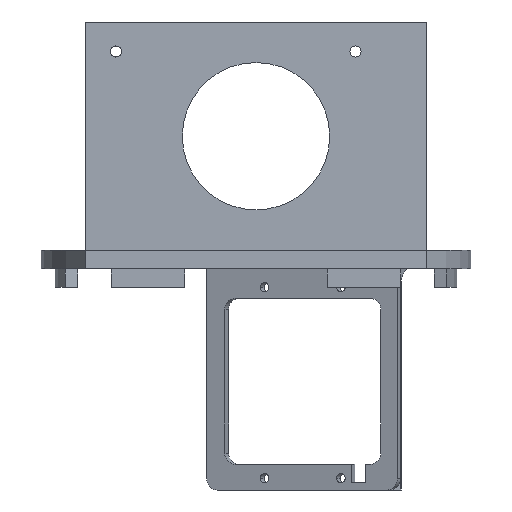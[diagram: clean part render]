
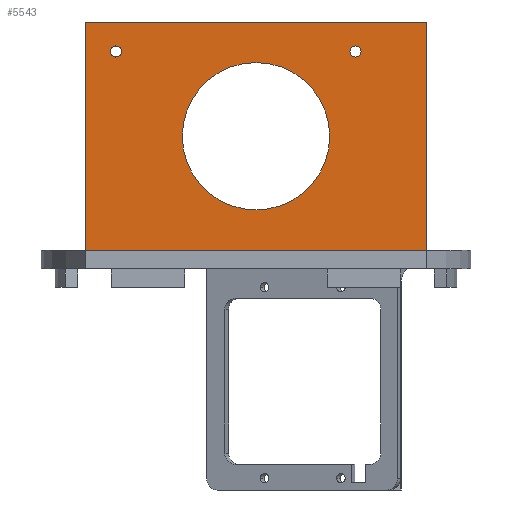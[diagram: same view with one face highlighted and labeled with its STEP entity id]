
A CAD part, left-side view. The second image highlights one B-rep face of the part: STEP entity #5543.
In plain terms, the highlighted planar face has unit normal (-1, 0, 0).
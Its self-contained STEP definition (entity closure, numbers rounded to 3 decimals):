
#23 = DIRECTION ( 'NONE',  ( 0., 1., 0. ) ) ;
#234 = VERTEX_POINT ( 'NONE', #1503 ) ;
#462 = VERTEX_POINT ( 'NONE', #5244 ) ;
#631 = DIRECTION ( 'NONE',  ( 1., 0., 0. ) ) ;
#688 = DIRECTION ( 'NONE',  ( 0., 0., -1. ) ) ;
#693 = CIRCLE ( 'NONE', #2999, 20. ) ;
#750 = VERTEX_POINT ( 'NONE', #2913 ) ;
#862 = CARTESIAN_POINT ( 'NONE',  ( -35.5, -46.3, 62. ) ) ;
#924 = DIRECTION ( 'NONE',  ( 0., 0., 1. ) ) ;
#1027 = DIRECTION ( 'NONE',  ( 0., 1., 0. ) ) ;
#1035 = EDGE_CURVE ( 'NONE', #3863, #462, #2662, .T. ) ;
#1091 = EDGE_CURVE ( 'NONE', #234, #5409, #5320, .T. ) ;
#1109 = EDGE_LOOP ( 'NONE', ( #4884, #3054 ) ) ;
#1267 = VECTOR ( 'NONE', #1027, 1000. ) ;
#1365 = DIRECTION ( 'NONE',  ( 0., 0., -1. ) ) ;
#1384 = FACE_BOUND ( 'NONE', #5630, .T. ) ;
#1386 = CARTESIAN_POINT ( 'NONE',  ( -35.5, -27., 54. ) ) ;
#1393 = CARTESIAN_POINT ( 'NONE',  ( -35.5, -27., 55.5 ) ) ;
#1405 = FACE_BOUND ( 'NONE', #1109, .T. ) ;
#1437 = EDGE_CURVE ( 'NONE', #5409, #234, #1660, .T. ) ;
#1503 = CARTESIAN_POINT ( 'NONE',  ( -35.5, 38., 52.5 ) ) ;
#1579 = DIRECTION ( 'NONE',  ( 1., 0., 0. ) ) ;
#1660 = CIRCLE ( 'NONE', #4139, 1.5 ) ;
#1810 = FACE_BOUND ( 'NONE', #3317, .T. ) ;
#1821 = DIRECTION ( 'NONE',  ( 1., 0., 0. ) ) ;
#1918 = CARTESIAN_POINT ( 'NONE',  ( -35.5, 0., 62. ) ) ;
#2146 = LINE ( 'NONE', #5188, #2373 ) ;
#2168 = CARTESIAN_POINT ( 'NONE',  ( -35.5, 0., 0. ) ) ;
#2300 = PLANE ( 'NONE',  #3216 ) ;
#2361 = AXIS2_PLACEMENT_3D ( 'NONE', #3274, #2436, #5022 ) ;
#2373 = VECTOR ( 'NONE', #3847, 1000. ) ;
#2436 = DIRECTION ( 'NONE',  ( 1., 0., 0. ) ) ;
#2564 = VERTEX_POINT ( 'NONE', #5264 ) ;
#2567 = EDGE_CURVE ( 'NONE', #3338, #4358, #4353, .T. ) ;
#2625 = EDGE_LOOP ( 'NONE', ( #5251, #5034, #3668, #4563 ) ) ;
#2662 = CIRCLE ( 'NONE', #3962, 1.5 ) ;
#2673 = CARTESIAN_POINT ( 'NONE',  ( -35.5, 0., 62. ) ) ;
#2692 = EDGE_CURVE ( 'NONE', #5286, #2564, #693, .T. ) ;
#2713 = DIRECTION ( 'NONE',  ( 0., 0., -1. ) ) ;
#2800 = VECTOR ( 'NONE', #23, 1000. ) ;
#2877 = CARTESIAN_POINT ( 'NONE',  ( -35.5, 0., 51. ) ) ;
#2913 = CARTESIAN_POINT ( 'NONE',  ( -35.5, 46.3, 62. ) ) ;
#2999 = AXIS2_PLACEMENT_3D ( 'NONE', #4467, #1821, #1365 ) ;
#3054 = ORIENTED_EDGE ( 'NONE', *, *, #2692, .T. ) ;
#3113 = DIRECTION ( 'NONE',  ( -1., 0., 0. ) ) ;
#3197 = CIRCLE ( 'NONE', #2361, 1.5 ) ;
#3199 = DIRECTION ( 'NONE',  ( 0., 0., -1. ) ) ;
#3216 = AXIS2_PLACEMENT_3D ( 'NONE', #2673, #3113, #924 ) ;
#3244 = CARTESIAN_POINT ( 'NONE',  ( -35.5, 46.3, 0. ) ) ;
#3274 = CARTESIAN_POINT ( 'NONE',  ( -35.5, -27., 54. ) ) ;
#3317 = EDGE_LOOP ( 'NONE', ( #3747, #5247 ) ) ;
#3338 = VERTEX_POINT ( 'NONE', #3639 ) ;
#3381 = ORIENTED_EDGE ( 'NONE', *, *, #1091, .T. ) ;
#3585 = CARTESIAN_POINT ( 'NONE',  ( -35.5, 38., 54. ) ) ;
#3639 = CARTESIAN_POINT ( 'NONE',  ( -35.5, -46.3, 0. ) ) ;
#3668 = ORIENTED_EDGE ( 'NONE', *, *, #4400, .T. ) ;
#3741 = AXIS2_PLACEMENT_3D ( 'NONE', #4276, #1579, #5142 ) ;
#3747 = ORIENTED_EDGE ( 'NONE', *, *, #4122, .T. ) ;
#3847 = DIRECTION ( 'NONE',  ( 0., 0., -1. ) ) ;
#3863 = VERTEX_POINT ( 'NONE', #1393 ) ;
#3896 = LINE ( 'NONE', #4440, #4216 ) ;
#3962 = AXIS2_PLACEMENT_3D ( 'NONE', #1386, #4837, #4918 ) ;
#4097 = EDGE_CURVE ( 'NONE', #2564, #5286, #5392, .T. ) ;
#4122 = EDGE_CURVE ( 'NONE', #462, #3863, #3197, .T. ) ;
#4139 = AXIS2_PLACEMENT_3D ( 'NONE', #3585, #4905, #2713 ) ;
#4216 = VECTOR ( 'NONE', #3199, 1000. ) ;
#4225 = CARTESIAN_POINT ( 'NONE',  ( -35.5, 38., 54. ) ) ;
#4276 = CARTESIAN_POINT ( 'NONE',  ( -35.5, 0., 31. ) ) ;
#4353 = LINE ( 'NONE', #2168, #2800 ) ;
#4358 = VERTEX_POINT ( 'NONE', #3244 ) ;
#4400 = EDGE_CURVE ( 'NONE', #5374, #750, #4969, .T. ) ;
#4440 = CARTESIAN_POINT ( 'NONE',  ( -35.5, 46.3, 62. ) ) ;
#4467 = CARTESIAN_POINT ( 'NONE',  ( -35.5, 0., 31. ) ) ;
#4563 = ORIENTED_EDGE ( 'NONE', *, *, #5106, .T. ) ;
#4596 = AXIS2_PLACEMENT_3D ( 'NONE', #4225, #631, #688 ) ;
#4709 = EDGE_CURVE ( 'NONE', #5374, #3338, #2146, .T. ) ;
#4780 = CARTESIAN_POINT ( 'NONE',  ( -35.5, 38., 55.5 ) ) ;
#4837 = DIRECTION ( 'NONE',  ( 1., 0., 0. ) ) ;
#4884 = ORIENTED_EDGE ( 'NONE', *, *, #4097, .T. ) ;
#4905 = DIRECTION ( 'NONE',  ( 1., 0., 0. ) ) ;
#4918 = DIRECTION ( 'NONE',  ( 0., 0., -1. ) ) ;
#4942 = FACE_OUTER_BOUND ( 'NONE', #2625, .T. ) ;
#4945 = ORIENTED_EDGE ( 'NONE', *, *, #1437, .T. ) ;
#4969 = LINE ( 'NONE', #1918, #1267 ) ;
#5022 = DIRECTION ( 'NONE',  ( 0., 0., -1. ) ) ;
#5034 = ORIENTED_EDGE ( 'NONE', *, *, #4709, .F. ) ;
#5106 = EDGE_CURVE ( 'NONE', #750, #4358, #3896, .T. ) ;
#5142 = DIRECTION ( 'NONE',  ( 0., 0., -1. ) ) ;
#5188 = CARTESIAN_POINT ( 'NONE',  ( -35.5, -46.3, 62. ) ) ;
#5244 = CARTESIAN_POINT ( 'NONE',  ( -35.5, -27., 52.5 ) ) ;
#5247 = ORIENTED_EDGE ( 'NONE', *, *, #1035, .T. ) ;
#5251 = ORIENTED_EDGE ( 'NONE', *, *, #2567, .F. ) ;
#5264 = CARTESIAN_POINT ( 'NONE',  ( -35.5, 0., 11. ) ) ;
#5286 = VERTEX_POINT ( 'NONE', #2877 ) ;
#5320 = CIRCLE ( 'NONE', #4596, 1.5 ) ;
#5374 = VERTEX_POINT ( 'NONE', #862 ) ;
#5392 = CIRCLE ( 'NONE', #3741, 20. ) ;
#5409 = VERTEX_POINT ( 'NONE', #4780 ) ;
#5543 = ADVANCED_FACE ( 'NONE', ( #1405, #1384, #1810, #4942 ), #2300, .T. ) ;
#5630 = EDGE_LOOP ( 'NONE', ( #3381, #4945 ) ) ;
